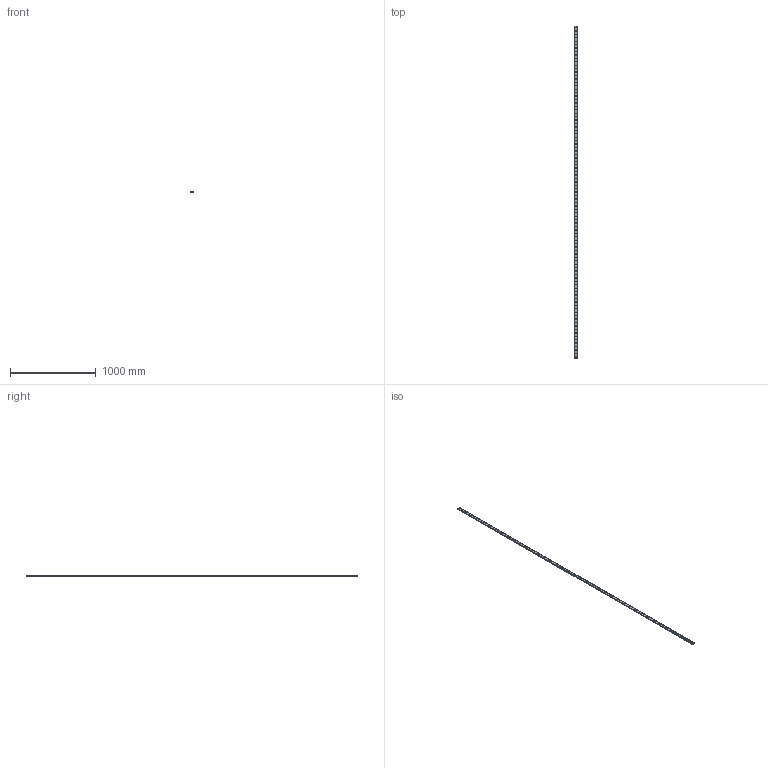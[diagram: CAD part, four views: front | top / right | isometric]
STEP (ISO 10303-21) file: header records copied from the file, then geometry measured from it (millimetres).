
FILE_DESCRIPTION(('STEP AP214'),'1');
FILE_NAME('cctmp_93CD951F-7FC6-4160-9D15-78EB6913CDF7_2021_03_02_12_31_42_0938..stp','2021-03-02T11:31:43',('HIWIN GmbH'),('CADClick - www.CADClick.com'),'Spatial InterOp 3D',' ','unknown authorization');
FILE_SCHEMA(('AUTOMOTIVE_DESIGN'));
Length unit declared in the file: millimetre
Products named in the file (1): WER17R3870H_FILE
Bounding box: 33 x 3870 x 9.3 mm (x, y, z)
Volume: 1068805.7 mm3; surface area: 378216.3 mm2
Topology: 1 solids, 1 shells, 1849 faces, 3783 edges, 2522 vertices
Faces by surface type: cylinder 1182, plane 667
Entity records: 64677 total; most frequent: DIRECTION 9847, CARTESIAN_POINT 8155, ORIENTED_EDGE 7566, AXIS2_PLACEMENT_3D 4214, EDGE_CURVE 3783, VERTEX_POINT 2522, EDGE_LOOP 2435, CIRCLE 2364
